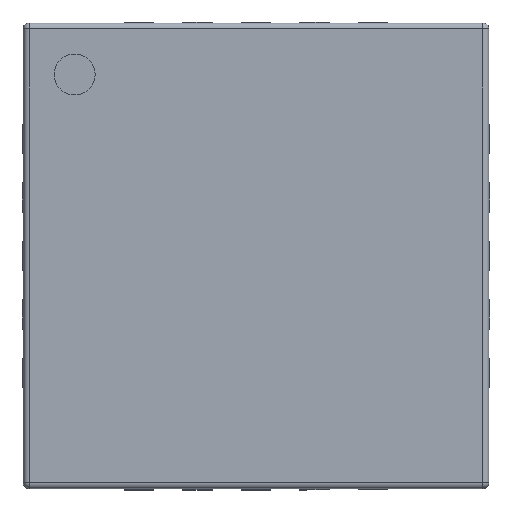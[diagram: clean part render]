
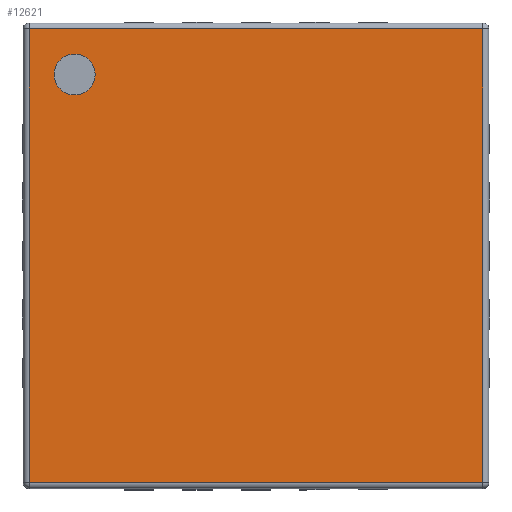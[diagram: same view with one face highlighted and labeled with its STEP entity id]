
A CAD part, top view. The second image highlights one B-rep face of the part: STEP entity #12621.
In plain terms, the highlighted planar face has unit normal (0, 0, 1).
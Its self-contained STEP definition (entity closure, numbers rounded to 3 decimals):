
#3079 = CYLINDRICAL_SURFACE('',#3080,0.05);
#3080 = AXIS2_PLACEMENT_3D('',#3081,#3082,#3083);
#3081 = CARTESIAN_POINT('',(-1.99,1.94,0.83));
#3082 = DIRECTION('',(1.,0.,0.));
#3083 = DIRECTION('',(0.,1.,0.));
#10665 = VERTEX_POINT('',#10666);
#10666 = CARTESIAN_POINT('',(-1.94,1.94,0.88));
#10688 = EDGE_CURVE('',#10665,#10689,#10691,.T.);
#10689 = VERTEX_POINT('',#10690);
#10690 = CARTESIAN_POINT('',(1.94,1.94,0.88));
#10691 = SURFACE_CURVE('',#10692,(#10696,#10703),.PCURVE_S1.);
#10692 = LINE('',#10693,#10694);
#10693 = CARTESIAN_POINT('',(-1.99,1.94,0.88));
#10694 = VECTOR('',#10695,1.);
#10695 = DIRECTION('',(1.,0.,0.));
#10696 = PCURVE('',#3079,#10697);
#10697 = DEFINITIONAL_REPRESENTATION('',(#10698),#10702);
#10698 = LINE('',#10699,#10700);
#10699 = CARTESIAN_POINT('',(1.571,0.));
#10700 = VECTOR('',#10701,1.);
#10701 = DIRECTION('',(0.,1.));
#10702 = ( GEOMETRIC_REPRESENTATION_CONTEXT(2) 
PARAMETRIC_REPRESENTATION_CONTEXT() REPRESENTATION_CONTEXT('2D SPACE',''
  ) );
#10703 = PCURVE('',#10704,#10709);
#10704 = PLANE('',#10705);
#10705 = AXIS2_PLACEMENT_3D('',#10706,#10707,#10708);
#10706 = CARTESIAN_POINT('',(-1.99,-1.99,0.88));
#10707 = DIRECTION('',(0.,0.,1.));
#10708 = DIRECTION('',(1.,0.,0.));
#10709 = DEFINITIONAL_REPRESENTATION('',(#10710),#10714);
#10710 = LINE('',#10711,#10712);
#10711 = CARTESIAN_POINT('',(0.,3.93));
#10712 = VECTOR('',#10713,1.);
#10713 = DIRECTION('',(1.,0.));
#10714 = ( GEOMETRIC_REPRESENTATION_CONTEXT(2) 
PARAMETRIC_REPRESENTATION_CONTEXT() REPRESENTATION_CONTEXT('2D SPACE',''
  ) );
#11080 = CYLINDRICAL_SURFACE('',#11081,0.05);
#11081 = AXIS2_PLACEMENT_3D('',#11082,#11083,#11084);
#11082 = CARTESIAN_POINT('',(-1.94,-1.94,0.83));
#11083 = DIRECTION('',(0.,1.,0.));
#11084 = DIRECTION('',(-1.,0.,0.));
#11221 = CYLINDRICAL_SURFACE('',#11222,0.05);
#11222 = AXIS2_PLACEMENT_3D('',#11223,#11224,#11225);
#11223 = CARTESIAN_POINT('',(-1.99,-1.94,0.83));
#11224 = DIRECTION('',(1.,0.,0.));
#11225 = DIRECTION('',(0.,-1.,0.));
#12105 = CYLINDRICAL_SURFACE('',#12106,0.05);
#12106 = AXIS2_PLACEMENT_3D('',#12107,#12108,#12109);
#12107 = CARTESIAN_POINT('',(1.94,-1.94,0.83));
#12108 = DIRECTION('',(0.,1.,0.));
#12109 = DIRECTION('',(0.,0.,1.));
#12621 = ADVANCED_FACE('',(#12622,#12692),#10704,.T.);
#12622 = FACE_BOUND('',#12623,.T.);
#12623 = EDGE_LOOP('',(#12624,#12649,#12670,#12671));
#12624 = ORIENTED_EDGE('',*,*,#12625,.T.);
#12625 = EDGE_CURVE('',#12626,#12628,#12630,.T.);
#12626 = VERTEX_POINT('',#12627);
#12627 = CARTESIAN_POINT('',(-1.94,-1.94,0.88));
#12628 = VERTEX_POINT('',#12629);
#12629 = CARTESIAN_POINT('',(1.94,-1.94,0.88));
#12630 = SURFACE_CURVE('',#12631,(#12635,#12642),.PCURVE_S1.);
#12631 = LINE('',#12632,#12633);
#12632 = CARTESIAN_POINT('',(-1.99,-1.94,0.88));
#12633 = VECTOR('',#12634,1.);
#12634 = DIRECTION('',(1.,0.,0.));
#12635 = PCURVE('',#10704,#12636);
#12636 = DEFINITIONAL_REPRESENTATION('',(#12637),#12641);
#12637 = LINE('',#12638,#12639);
#12638 = CARTESIAN_POINT('',(0.,0.05));
#12639 = VECTOR('',#12640,1.);
#12640 = DIRECTION('',(1.,0.));
#12641 = ( GEOMETRIC_REPRESENTATION_CONTEXT(2) 
PARAMETRIC_REPRESENTATION_CONTEXT() REPRESENTATION_CONTEXT('2D SPACE',''
  ) );
#12642 = PCURVE('',#11221,#12643);
#12643 = DEFINITIONAL_REPRESENTATION('',(#12644),#12648);
#12644 = LINE('',#12645,#12646);
#12645 = CARTESIAN_POINT('',(-1.571,0.));
#12646 = VECTOR('',#12647,1.);
#12647 = DIRECTION('',(-0.,1.));
#12648 = ( GEOMETRIC_REPRESENTATION_CONTEXT(2) 
PARAMETRIC_REPRESENTATION_CONTEXT() REPRESENTATION_CONTEXT('2D SPACE',''
  ) );
#12649 = ORIENTED_EDGE('',*,*,#12650,.T.);
#12650 = EDGE_CURVE('',#12628,#10689,#12651,.T.);
#12651 = SURFACE_CURVE('',#12652,(#12656,#12663),.PCURVE_S1.);
#12652 = LINE('',#12653,#12654);
#12653 = CARTESIAN_POINT('',(1.94,-1.94,0.88));
#12654 = VECTOR('',#12655,1.);
#12655 = DIRECTION('',(0.,1.,0.));
#12656 = PCURVE('',#10704,#12657);
#12657 = DEFINITIONAL_REPRESENTATION('',(#12658),#12662);
#12658 = LINE('',#12659,#12660);
#12659 = CARTESIAN_POINT('',(3.93,0.05));
#12660 = VECTOR('',#12661,1.);
#12661 = DIRECTION('',(0.,1.));
#12662 = ( GEOMETRIC_REPRESENTATION_CONTEXT(2) 
PARAMETRIC_REPRESENTATION_CONTEXT() REPRESENTATION_CONTEXT('2D SPACE',''
  ) );
#12663 = PCURVE('',#12105,#12664);
#12664 = DEFINITIONAL_REPRESENTATION('',(#12665),#12669);
#12665 = LINE('',#12666,#12667);
#12666 = CARTESIAN_POINT('',(0.,0.));
#12667 = VECTOR('',#12668,1.);
#12668 = DIRECTION('',(0.,1.));
#12669 = ( GEOMETRIC_REPRESENTATION_CONTEXT(2) 
PARAMETRIC_REPRESENTATION_CONTEXT() REPRESENTATION_CONTEXT('2D SPACE',''
  ) );
#12670 = ORIENTED_EDGE('',*,*,#10688,.F.);
#12671 = ORIENTED_EDGE('',*,*,#12672,.F.);
#12672 = EDGE_CURVE('',#12626,#10665,#12673,.T.);
#12673 = SURFACE_CURVE('',#12674,(#12678,#12685),.PCURVE_S1.);
#12674 = LINE('',#12675,#12676);
#12675 = CARTESIAN_POINT('',(-1.94,-1.94,0.88));
#12676 = VECTOR('',#12677,1.);
#12677 = DIRECTION('',(0.,1.,0.));
#12678 = PCURVE('',#10704,#12679);
#12679 = DEFINITIONAL_REPRESENTATION('',(#12680),#12684);
#12680 = LINE('',#12681,#12682);
#12681 = CARTESIAN_POINT('',(0.05,0.05));
#12682 = VECTOR('',#12683,1.);
#12683 = DIRECTION('',(0.,1.));
#12684 = ( GEOMETRIC_REPRESENTATION_CONTEXT(2) 
PARAMETRIC_REPRESENTATION_CONTEXT() REPRESENTATION_CONTEXT('2D SPACE',''
  ) );
#12685 = PCURVE('',#11080,#12686);
#12686 = DEFINITIONAL_REPRESENTATION('',(#12687),#12691);
#12687 = LINE('',#12688,#12689);
#12688 = CARTESIAN_POINT('',(1.571,0.));
#12689 = VECTOR('',#12690,1.);
#12690 = DIRECTION('',(0.,1.));
#12691 = ( GEOMETRIC_REPRESENTATION_CONTEXT(2) 
PARAMETRIC_REPRESENTATION_CONTEXT() REPRESENTATION_CONTEXT('2D SPACE',''
  ) );
#12692 = FACE_BOUND('',#12693,.T.);
#12693 = EDGE_LOOP('',(#12694));
#12694 = ORIENTED_EDGE('',*,*,#12695,.F.);
#12695 = EDGE_CURVE('',#12696,#12696,#12698,.T.);
#12696 = VERTEX_POINT('',#12697);
#12697 = CARTESIAN_POINT('',(-1.375,-1.55,0.88));
#12698 = SURFACE_CURVE('',#12699,(#12704,#12711),.PCURVE_S1.);
#12699 = CIRCLE('',#12700,0.175);
#12700 = AXIS2_PLACEMENT_3D('',#12701,#12702,#12703);
#12701 = CARTESIAN_POINT('',(-1.55,-1.55,0.88));
#12702 = DIRECTION('',(0.,0.,1.));
#12703 = DIRECTION('',(1.,0.,0.));
#12704 = PCURVE('',#10704,#12705);
#12705 = DEFINITIONAL_REPRESENTATION('',(#12706),#12710);
#12706 = CIRCLE('',#12707,0.175);
#12707 = AXIS2_PLACEMENT_2D('',#12708,#12709);
#12708 = CARTESIAN_POINT('',(0.44,0.44));
#12709 = DIRECTION('',(1.,0.));
#12710 = ( GEOMETRIC_REPRESENTATION_CONTEXT(2) 
PARAMETRIC_REPRESENTATION_CONTEXT() REPRESENTATION_CONTEXT('2D SPACE',''
  ) );
#12711 = PCURVE('',#12712,#12717);
#12712 = CYLINDRICAL_SURFACE('',#12713,0.175);
#12713 = AXIS2_PLACEMENT_3D('',#12714,#12715,#12716);
#12714 = CARTESIAN_POINT('',(-1.55,-1.55,0.88));
#12715 = DIRECTION('',(-0.,-0.,-1.));
#12716 = DIRECTION('',(1.,0.,0.));
#12717 = DEFINITIONAL_REPRESENTATION('',(#12718),#12722);
#12718 = LINE('',#12719,#12720);
#12719 = CARTESIAN_POINT('',(-0.,0.));
#12720 = VECTOR('',#12721,1.);
#12721 = DIRECTION('',(-1.,0.));
#12722 = ( GEOMETRIC_REPRESENTATION_CONTEXT(2) 
PARAMETRIC_REPRESENTATION_CONTEXT() REPRESENTATION_CONTEXT('2D SPACE',''
  ) );
